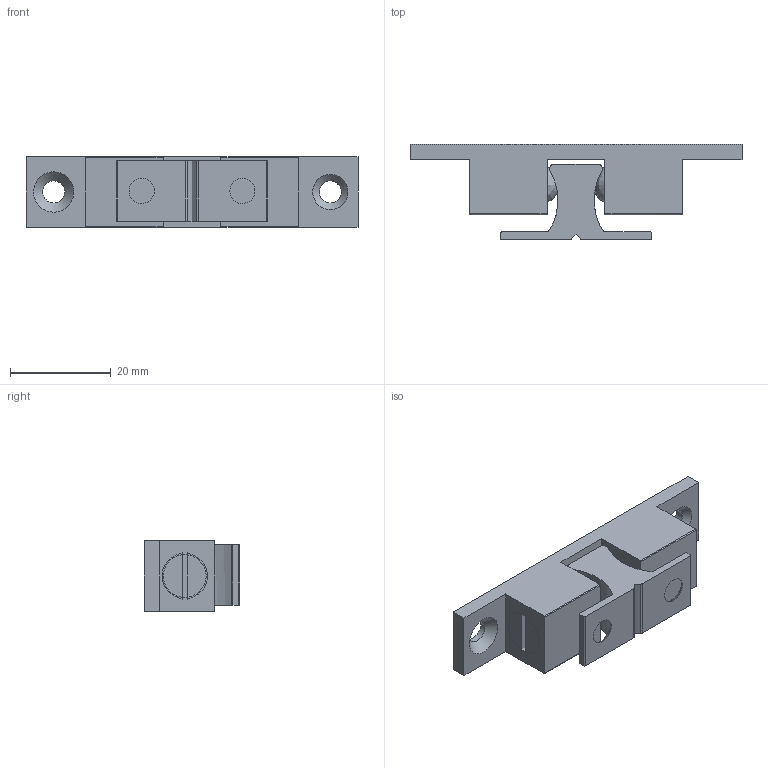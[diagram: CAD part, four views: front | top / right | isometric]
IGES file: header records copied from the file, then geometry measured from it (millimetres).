
Global section: file name: 620010; native system: Autodesk Inventor 2016; preprocessor: unknown; author: Rosický,; organization: 11; date: 20180208.104252; units: millimetre
Bounding box: 66 x 18.89 x 14 mm (x, y, z)
Volume: 8456.5 mm3; surface area: 6534.8 mm2
Topology: 6 solids, 6 shells, 73 faces, 197 edges, 134 vertices
Faces by surface type: bspline 73
